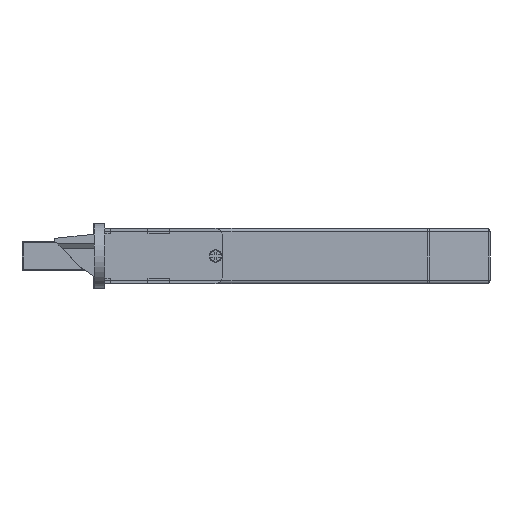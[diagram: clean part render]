
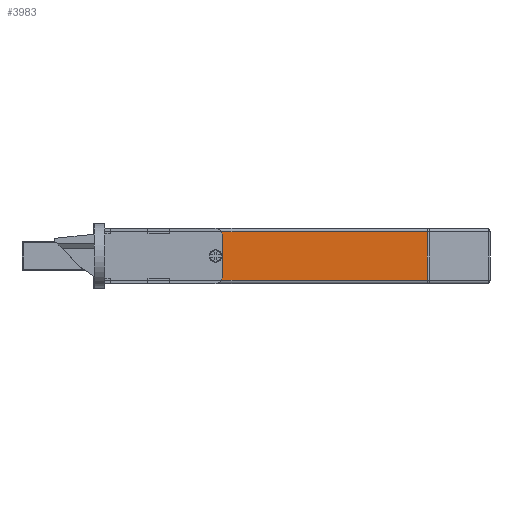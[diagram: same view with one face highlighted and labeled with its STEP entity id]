
A CAD part, front view. The second image highlights one B-rep face of the part: STEP entity #3983.
In plain terms, the highlighted planar face has unit normal (0, -1, 0).
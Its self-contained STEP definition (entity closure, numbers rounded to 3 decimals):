
#81 = VERTEX_POINT ( 'NONE', #7360 ) ;
#488 = LINE ( 'NONE', #3117, #9422 ) ;
#517 = DIRECTION ( 'NONE',  ( 1., 0., 0. ) ) ;
#855 = ORIENTED_EDGE ( 'NONE', *, *, #4582, .F. ) ;
#1328 = DIRECTION ( 'NONE',  ( 0., 0., 1. ) ) ;
#1455 = CARTESIAN_POINT ( 'NONE',  ( 103.586, -14.7, -1.75 ) ) ;
#1481 = ORIENTED_EDGE ( 'NONE', *, *, #3205, .T. ) ;
#1642 = ORIENTED_EDGE ( 'NONE', *, *, #3213, .T. ) ;
#1954 = ORIENTED_EDGE ( 'NONE', *, *, #7845, .T. ) ;
#2052 = DIRECTION ( 'NONE',  ( 0., 0., 1. ) ) ;
#2271 = DIRECTION ( 'NONE',  ( -1., 0., 0. ) ) ;
#2431 = PLANE ( 'NONE',  #2479 ) ;
#2479 = AXIS2_PLACEMENT_3D ( 'NONE', #5765, #5658, #8866 ) ;
#2503 = CARTESIAN_POINT ( 'NONE',  ( 14., -14.7, 12.75 ) ) ;
#2523 = CARTESIAN_POINT ( 'NONE',  ( 44.75, -14.7, 6. ) ) ;
#2886 = DIRECTION ( 'NONE',  ( 0., 0., -1. ) ) ;
#3117 = CARTESIAN_POINT ( 'NONE',  ( 14., -14.7, -1.75 ) ) ;
#3205 = EDGE_CURVE ( 'NONE', #8103, #81, #5286, .T. ) ;
#3213 = EDGE_CURVE ( 'NONE', #7855, #8103, #5334, .T. ) ;
#3403 = ORIENTED_EDGE ( 'NONE', *, *, #5054, .F. ) ;
#3609 = VERTEX_POINT ( 'NONE', #6162 ) ;
#3959 = FACE_BOUND ( 'NONE', #4027, .T. ) ;
#3983 = ADVANCED_FACE ( 'NONE', ( #3959, #8137 ), #2431, .T. ) ;
#4027 = EDGE_LOOP ( 'NONE', ( #855, #5368 ) ) ;
#4486 = VERTEX_POINT ( 'NONE', #9071 ) ;
#4582 = EDGE_CURVE ( 'NONE', #3609, #4486, #6585, .T. ) ;
#4684 = CARTESIAN_POINT ( 'NONE',  ( 104., -14.7, -0.75 ) ) ;
#4756 = CARTESIAN_POINT ( 'NONE',  ( 14., -14.7, -0.75 ) ) ;
#4909 = LINE ( 'NONE', #7179, #7259 ) ;
#5054 = EDGE_CURVE ( 'NONE', #7855, #10196, #488, .T. ) ;
#5286 = LINE ( 'NONE', #1455, #7805 ) ;
#5334 = LINE ( 'NONE', #4684, #9652 ) ;
#5368 = ORIENTED_EDGE ( 'NONE', *, *, #8503, .F. ) ;
#5513 = DIRECTION ( 'NONE',  ( 0., 0., -1. ) ) ;
#5658 = DIRECTION ( 'NONE',  ( 0., -1., 0. ) ) ;
#5762 = AXIS2_PLACEMENT_3D ( 'NONE', #6935, #9571, #5513 ) ;
#5765 = CARTESIAN_POINT ( 'NONE',  ( 14., -14.7, -1.75 ) ) ;
#6162 = CARTESIAN_POINT ( 'NONE',  ( 44.75, -14.7, 4.25 ) ) ;
#6218 = DIRECTION ( 'NONE',  ( 0., -1., 0. ) ) ;
#6585 = CIRCLE ( 'NONE', #7091, 1.75 ) ;
#6935 = CARTESIAN_POINT ( 'NONE',  ( 44.75, -14.7, 6. ) ) ;
#7091 = AXIS2_PLACEMENT_3D ( 'NONE', #2523, #6218, #2886 ) ;
#7179 = CARTESIAN_POINT ( 'NONE',  ( 14., -14.7, 12.75 ) ) ;
#7259 = VECTOR ( 'NONE', #2271, 1000. ) ;
#7360 = CARTESIAN_POINT ( 'NONE',  ( 103.586, -14.7, 12.75 ) ) ;
#7805 = VECTOR ( 'NONE', #2052, 1000. ) ;
#7845 = EDGE_CURVE ( 'NONE', #81, #10196, #4909, .T. ) ;
#7855 = VERTEX_POINT ( 'NONE', #4756 ) ;
#8103 = VERTEX_POINT ( 'NONE', #10187 ) ;
#8137 = FACE_OUTER_BOUND ( 'NONE', #10283, .T. ) ;
#8503 = EDGE_CURVE ( 'NONE', #4486, #3609, #8776, .T. ) ;
#8776 = CIRCLE ( 'NONE', #5762, 1.75 ) ;
#8866 = DIRECTION ( 'NONE',  ( 1., 0., 0. ) ) ;
#9071 = CARTESIAN_POINT ( 'NONE',  ( 44.75, -14.7, 7.75 ) ) ;
#9422 = VECTOR ( 'NONE', #1328, 1000. ) ;
#9571 = DIRECTION ( 'NONE',  ( 0., -1., 0. ) ) ;
#9652 = VECTOR ( 'NONE', #517, 1000. ) ;
#10187 = CARTESIAN_POINT ( 'NONE',  ( 103.586, -14.7, -0.75 ) ) ;
#10196 = VERTEX_POINT ( 'NONE', #2503 ) ;
#10283 = EDGE_LOOP ( 'NONE', ( #3403, #1642, #1481, #1954 ) ) ;
